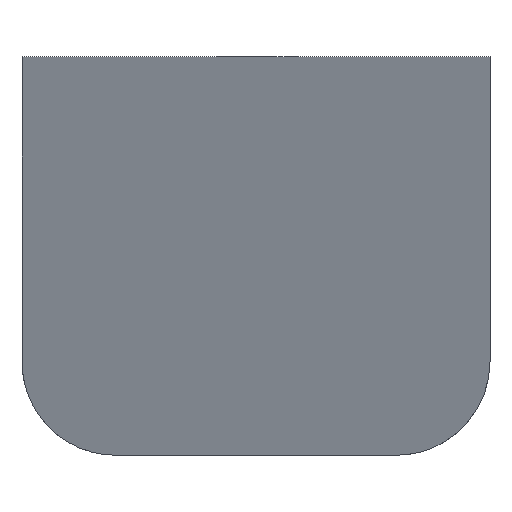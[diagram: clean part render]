
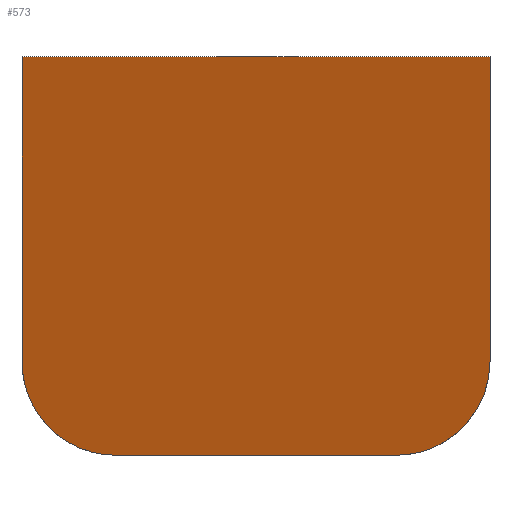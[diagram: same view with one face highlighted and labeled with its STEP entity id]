
A CAD part, front view. The second image highlights one B-rep face of the part: STEP entity #573.
In plain terms, the highlighted planar face has unit normal (0, -0.951, -0.309).
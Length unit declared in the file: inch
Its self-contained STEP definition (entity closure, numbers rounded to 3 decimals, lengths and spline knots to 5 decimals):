
#54=PLANE('',#626);
#64=FACE_OUTER_BOUND('',#95,.T.);
#95=EDGE_LOOP('',(#389,#390,#391,#392,#393,#394));
#137=ELLIPSE('',#625,0.06572,0.0625);
#138=ELLIPSE('',#627,0.06572,0.0625);
#141=LINE('',#858,#176);
#142=LINE('',#862,#177);
#143=LINE('',#864,#178);
#144=LINE('',#865,#179);
#176=VECTOR('',#697,0.3937);
#177=VECTOR('',#700,0.3937);
#178=VECTOR('',#701,0.3937);
#179=VECTOR('',#702,0.3937);
#240=VERTEX_POINT('',#851);
#241=VERTEX_POINT('',#853);
#242=VERTEX_POINT('',#857);
#243=VERTEX_POINT('',#859);
#244=VERTEX_POINT('',#861);
#245=VERTEX_POINT('',#863);
#301=EDGE_CURVE('',#240,#241,#137,.T.);
#303=EDGE_CURVE('',#240,#242,#141,.T.);
#304=EDGE_CURVE('',#243,#242,#138,.T.);
#305=EDGE_CURVE('',#243,#244,#142,.T.);
#306=EDGE_CURVE('',#245,#244,#143,.T.);
#307=EDGE_CURVE('',#245,#241,#144,.T.);
#389=ORIENTED_EDGE('',*,*,#301,.F.);
#390=ORIENTED_EDGE('',*,*,#303,.T.);
#391=ORIENTED_EDGE('',*,*,#304,.F.);
#392=ORIENTED_EDGE('',*,*,#305,.T.);
#393=ORIENTED_EDGE('',*,*,#306,.F.);
#394=ORIENTED_EDGE('',*,*,#307,.T.);
#573=ADVANCED_FACE('',(#64),#54,.T.);
#625=AXIS2_PLACEMENT_3D('',#854,#692,#693);
#626=AXIS2_PLACEMENT_3D('',#856,#695,#696);
#627=AXIS2_PLACEMENT_3D('',#860,#698,#699);
#692=DIRECTION('center_axis',(0.,0.951,0.309));
#693=DIRECTION('ref_axis',(0.,0.309,-0.951));
#695=DIRECTION('center_axis',(0.,-0.951,-0.309));
#696=DIRECTION('ref_axis',(0.,0.309,-0.951));
#697=DIRECTION('',(1.,0.,0.));
#698=DIRECTION('center_axis',(0.,0.951,0.309));
#699=DIRECTION('ref_axis',(0.,0.309,-0.951));
#700=DIRECTION('',(0.,-0.309,0.951));
#701=DIRECTION('',(1.,0.,0.));
#702=DIRECTION('',(0.,0.309,-0.951));
#851=CARTESIAN_POINT('',(-0.0935,-0.69494,0.));
#853=CARTESIAN_POINT('',(-0.156,-0.71524,0.0625));
#854=CARTESIAN_POINT('Origin',(-0.0935,-0.71524,0.0625));
#856=CARTESIAN_POINT('Origin',(0.,-0.69494,0.));
#857=CARTESIAN_POINT('',(0.0935,-0.69494,0.));
#858=CARTESIAN_POINT('',(0.,-0.69494,0.));
#859=CARTESIAN_POINT('',(0.156,-0.71524,0.0625));
#860=CARTESIAN_POINT('Origin',(0.0935,-0.71524,0.0625));
#861=CARTESIAN_POINT('',(0.156,-0.78125,0.26565));
#862=CARTESIAN_POINT('',(0.156,-0.78125,0.26565));
#863=CARTESIAN_POINT('',(-0.156,-0.78125,0.26565));
#864=CARTESIAN_POINT('',(0.,-0.78125,0.26565));
#865=CARTESIAN_POINT('',(-0.156,-0.78125,0.26565));
